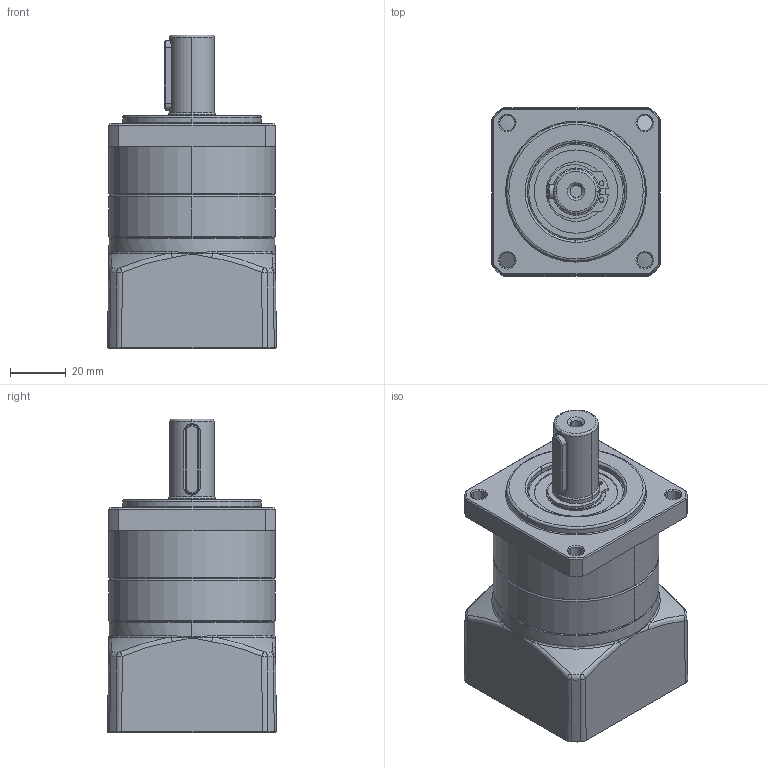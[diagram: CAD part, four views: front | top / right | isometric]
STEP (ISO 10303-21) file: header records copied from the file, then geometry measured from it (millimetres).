
FILE_DESCRIPTION (( 'STEP AP214' ), '1' );
FILE_NAME ('FB-060-L1-P2-¦µ14-¦µ50-¦µ70-M4-32-C16.STEP', '2024-01-04T11:57:19', ( '' ), ( '' ), 'SwSTEP 2.0', 'SolidWorks 2013', '' );
FILE_SCHEMA (( 'AUTOMOTIVE_DESIGN' ));
Length unit declared in the file: millimetre
Products named in the file (10): 6003-2RZ粣創; A倰す瑩5X25; 怀堤粣縐銅17; 内齿圈FB060-D108; 镂空输入法兰FB060-50X40XM4; FB-060-L1-P2-朴14-朴50-朴70-M4-32-C16; 怀堤傷褲极FB060; 怀堤俴陎殤FB060-16; 单边锁输入轴FB060-14（带螺丝）; M4樓粟菜
Assembly tree (14 placements, depth 2):
  FB-060-L1-P2-朴14-朴50-朴70-M4-32-C16
    镂空输入法兰FB060-50X40XM4
    内齿圈FB060-D108
    怀堤粣縐銅17
    A倰す瑩5X25
    6003-2RZ粣創
    M4樓粟菜  x6
    单边锁输入轴FB060-14（带螺丝）
    怀堤俴陎殤FB060-16
    怀堤傷褲极FB060
Bounding box: 60.83 x 60.83 x 113 mm (x, y, z)
Volume: 218719.4 mm3; surface area: 63780.2 mm2
Topology: 9 solids, 21 shells, 767 faces, 1881 edges, 1157 vertices
Faces by surface type: cylinder 234, plane 190, cone 163, bspline 161, torus 19
Entity records: 28651 total; most frequent: CARTESIAN_POINT 14689, ORIENTED_EDGE 2966, DIRECTION 2653, EDGE_CURVE 1486, AXIS2_PLACEMENT_3D 1106, VERTEX_POINT 922, EDGE_LOOP 695, CIRCLE 622
